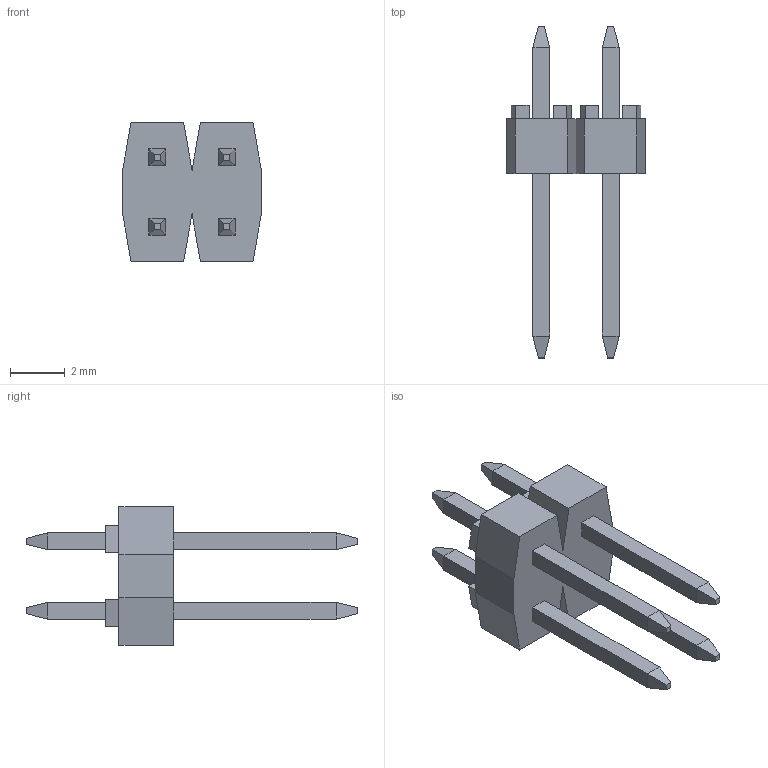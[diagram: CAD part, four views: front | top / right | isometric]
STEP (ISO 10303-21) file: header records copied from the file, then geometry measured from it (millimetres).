
FILE_DESCRIPTION( ( 'STEP AP214' ), '1' );
FILE_NAME( 'psolqas1308263753.stp', '2019-07-16T11:08:26', ( '' ), ( '' ), ' ', 'PARTsolutions', ' ' );
FILE_SCHEMA( ( 'AUTOMOTIVE_DESIGN { 1 0 10303 214 1 1 1 1 }' ) );
Length unit declared in the file: metre
Products named in the file (1): 1
Bounding box: 5.08 x 12.15 x 5.08 mm (x, y, z)
Volume: 64 mm3; surface area: 203.2 mm2
Topology: 1 solids, 1 shells, 128 faces, 298 edges, 188 vertices
Faces by surface type: plane 128
Entity records: 3541 total; most frequent: CARTESIAN_POINT 615, ORIENTED_EDGE 596, DIRECTION 556, EDGE_CURVE 298, LINE 298, VECTOR 298, VERTEX_POINT 188, EDGE_LOOP 144
